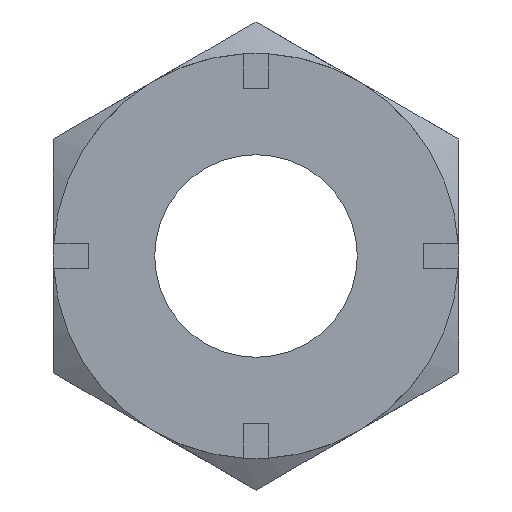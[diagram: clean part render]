
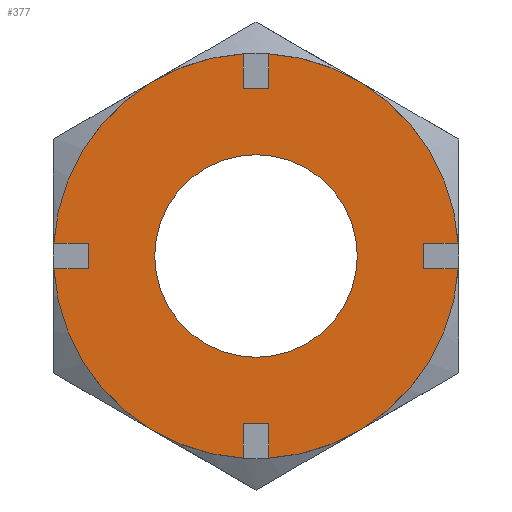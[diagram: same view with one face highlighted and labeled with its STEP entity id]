
A CAD part, left-side view. The second image highlights one B-rep face of the part: STEP entity #377.
In plain terms, the highlighted planar face has unit normal (-1, 0, 0).
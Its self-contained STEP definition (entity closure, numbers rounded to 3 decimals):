
#233=EDGE_CURVE('',#235,#263,#657,.T.);
#235=VERTEX_POINT('',#659);
#263=VERTEX_POINT('',#692);
#267=EDGE_CURVE('',#295,#283,#696,.T.);
#283=VERTEX_POINT('',#712);
#295=VERTEX_POINT('',#725);
#331=VERTEX_POINT('',#769);
#333=EDGE_CURVE('',#331,#347,#771,.T.);
#343=EDGE_CURVE('',#369,#331,#782,.T.);
#347=VERTEX_POINT('',#787);
#353=EDGE_CURVE('',#375,#369,#794,.T.);
#369=VERTEX_POINT('',#812);
#375=VERTEX_POINT('',#818);
#377=ADVANCED_FACE('',(#820,#821),#822,.T.);
#409=EDGE_CURVE('',#575,#511,#856,.T.);
#421=VERTEX_POINT('',#870);
#465=EDGE_CURVE('',#557,#347,#917,.T.);
#467=EDGE_CURVE('',#375,#595,#919,.T.);
#477=EDGE_CURVE('',#283,#235,#929,.T.);
#481=EDGE_CURVE('',#295,#529,#933,.T.);
#485=EDGE_CURVE('',#421,#263,#938,.T.);
#497=EDGE_CURVE('',#545,#541,#950,.T.);
#511=VERTEX_POINT('',#965);
#529=VERTEX_POINT('',#986);
#531=EDGE_CURVE('',#557,#545,#988,.T.);
#541=VERTEX_POINT('',#999);
#543=EDGE_CURVE('',#541,#529,#1001,.T.);
#545=VERTEX_POINT('',#1003);
#551=EDGE_CURVE('',#511,#575,#1009,.T.);
#557=VERTEX_POINT('',#1015);
#567=EDGE_CURVE('',#625,#597,#1027,.T.);
#575=VERTEX_POINT('',#1037);
#577=EDGE_CURVE('',#597,#595,#1039,.T.);
#595=VERTEX_POINT('',#1058);
#597=VERTEX_POINT('',#1060);
#617=EDGE_CURVE('',#421,#625,#1082,.T.);
#625=VERTEX_POINT('',#1090);
#657=LINE('',#1114,#1115);
#659=CARTESIAN_POINT('',(-19.0,-0.7,-9.1));
#692=CARTESIAN_POINT('',(-19.,-0.7,-10.978));
#696=LINE('',#1183,#1184);
#712=CARTESIAN_POINT('',(-19.0,0.7,-9.1));
#725=CARTESIAN_POINT('',(-19.,0.7,-10.978));
#769=CARTESIAN_POINT('',(-19.0,0.7,9.1));
#771=LINE('',#1305,#1306);
#782=LINE('',#1323,#1324);
#787=CARTESIAN_POINT('',(-19.,0.7,10.978));
#794=LINE('',#1337,#1338);
#812=CARTESIAN_POINT('',(-19.0,-0.7,9.1));
#818=CARTESIAN_POINT('',(-19.,-0.7,10.978));
#820=FACE_BOUND('',#1388,.T.);
#821=FACE_OUTER_BOUND('',#1389,.T.);
#822=PLANE('',#1390);
#856=CIRCLE('',#1463,5.5);
#870=CARTESIAN_POINT('',(-19.,-10.978,-0.7));
#917=CIRCLE('',#1581,11.0);
#919=CIRCLE('',#1584,11.0);
#929=LINE('',#1598,#1599);
#933=CIRCLE('',#1614,11.0);
#938=CIRCLE('',#1620,11.0);
#950=LINE('',#1637,#1638);
#965=CARTESIAN_POINT('',(-19.,0.,5.5));
#986=CARTESIAN_POINT('',(-19.,10.978,-0.7));
#988=LINE('',#1721,#1722);
#999=CARTESIAN_POINT('',(-19.0,9.1,-0.7));
#1001=LINE('',#1742,#1743);
#1003=CARTESIAN_POINT('',(-19.0,9.1,0.7));
#1009=CIRCLE('',#1764,5.5);
#1015=CARTESIAN_POINT('',(-19.,10.978,0.7));
#1027=LINE('',#1787,#1788);
#1037=CARTESIAN_POINT('',(-19.,0.,-5.5));
#1039=LINE('',#1803,#1804);
#1058=CARTESIAN_POINT('',(-19.,-10.978,0.7));
#1060=CARTESIAN_POINT('',(-19.0,-9.1,0.7));
#1082=LINE('',#1886,#1887);
#1090=CARTESIAN_POINT('',(-19.0,-9.1,-0.7));
#1114=CARTESIAN_POINT('',(-19.,-0.7,-5.5));
#1115=VECTOR('',#1934,1.0);
#1183=CARTESIAN_POINT('',(-19.,0.7,-4.55));
#1184=VECTOR('',#1983,1.0);
#1305=CARTESIAN_POINT('',(-19.,0.7,5.5));
#1306=VECTOR('',#2075,1.0);
#1323=CARTESIAN_POINT('',(-19.,4.6,9.1));
#1324=VECTOR('',#2089,1.0);
#1337=CARTESIAN_POINT('',(-19.,-0.7,4.55));
#1338=VECTOR('',#2106,1.0);
#1388=EDGE_LOOP('',(#2126,#2127));
#1389=EDGE_LOOP('',(#2128,#2129,#2130,#2131,#2132,#2133,#2134,#2135,#2136,#2137,#2138,#2139,#2140,#2141,#2142,#2143));
#1390=AXIS2_PLACEMENT_3D('',#2144,#2145,#2146);
#1463=AXIS2_PLACEMENT_3D('',#2181,#2182,#2183);
#1581=AXIS2_PLACEMENT_3D('',#2257,#2258,#2259);
#1584=AXIS2_PLACEMENT_3D('',#2260,#2261,#2262);
#1598=CARTESIAN_POINT('',(-19.,3.9,-9.1));
#1599=VECTOR('',#2271,1.0);
#1614=AXIS2_PLACEMENT_3D('',#2272,#2273,#2274);
#1620=AXIS2_PLACEMENT_3D('',#2284,#2285,#2286);
#1637=CARTESIAN_POINT('',(-19.,9.1,-0.35));
#1638=VECTOR('',#2289,1.0);
#1721=CARTESIAN_POINT('',(-19.,8.8,0.7));
#1722=VECTOR('',#2324,1.0);
#1742=CARTESIAN_POINT('',(-19.,9.75,-0.7));
#1743=VECTOR('',#2335,1.0);
#1764=AXIS2_PLACEMENT_3D('',#2337,#2338,#2339);
#1787=CARTESIAN_POINT('',(-19.,-9.1,0.35));
#1788=VECTOR('',#2354,1.0);
#1803=CARTESIAN_POINT('',(-19.,-1.25,0.7));
#1804=VECTOR('',#2372,1.0);
#1886=CARTESIAN_POINT('',(-19.,-0.3,-0.7));
#1887=VECTOR('',#2407,1.0);
#1934=DIRECTION('',(0.0,0.0,-1.0));
#1983=DIRECTION('',(0.0,0.0,1.0));
#2075=DIRECTION('',(0.0,0.0,1.0));
#2089=DIRECTION('',(0.0,1.0,0.0));
#2106=DIRECTION('',(0.0,0.0,-1.0));
#2126=ORIENTED_EDGE('',*,*,#551,.T.);
#2127=ORIENTED_EDGE('',*,*,#409,.T.);
#2128=ORIENTED_EDGE('',*,*,#353,.T.);
#2129=ORIENTED_EDGE('',*,*,#343,.T.);
#2130=ORIENTED_EDGE('',*,*,#333,.T.);
#2131=ORIENTED_EDGE('',*,*,#465,.F.);
#2132=ORIENTED_EDGE('',*,*,#531,.T.);
#2133=ORIENTED_EDGE('',*,*,#497,.T.);
#2134=ORIENTED_EDGE('',*,*,#543,.T.);
#2135=ORIENTED_EDGE('',*,*,#481,.F.);
#2136=ORIENTED_EDGE('',*,*,#267,.T.);
#2137=ORIENTED_EDGE('',*,*,#477,.T.);
#2138=ORIENTED_EDGE('',*,*,#233,.T.);
#2139=ORIENTED_EDGE('',*,*,#485,.F.);
#2140=ORIENTED_EDGE('',*,*,#617,.T.);
#2141=ORIENTED_EDGE('',*,*,#567,.T.);
#2142=ORIENTED_EDGE('',*,*,#577,.T.);
#2143=ORIENTED_EDGE('',*,*,#467,.F.);
#2144=CARTESIAN_POINT('',(-19.,8.5,0.));
#2145=DIRECTION('',(-1.0,0.0,0.0));
#2146=DIRECTION('',(0.0,-1.0,0.));
#2181=CARTESIAN_POINT('',(-19.,0.,0.));
#2182=DIRECTION('',(1.0,0.0,0.0));
#2183=DIRECTION('',(0.0,0.0,-1.0));
#2257=CARTESIAN_POINT('',(-19.,0.,0.));
#2258=DIRECTION('',(1.0,0.0,-0.0));
#2259=DIRECTION('',(0.0,1.0,0.));
#2260=CARTESIAN_POINT('',(-19.,0.,0.));
#2261=DIRECTION('',(1.0,0.0,-0.0));
#2262=DIRECTION('',(0.0,1.0,0.));
#2271=DIRECTION('',(0.0,-1.0,0.0));
#2272=CARTESIAN_POINT('',(-19.,0.,0.));
#2273=DIRECTION('',(1.0,0.0,-0.0));
#2274=DIRECTION('',(0.0,1.0,0.));
#2284=CARTESIAN_POINT('',(-19.,0.,0.));
#2285=DIRECTION('',(1.0,0.0,-0.0));
#2286=DIRECTION('',(0.0,1.0,0.));
#2289=DIRECTION('',(0.0,0.0,-1.0));
#2324=DIRECTION('',(0.0,-1.0,0.0));
#2335=DIRECTION('',(0.0,1.0,0.0));
#2337=CARTESIAN_POINT('',(-19.,0.,0.));
#2338=DIRECTION('',(1.0,0.0,0.0));
#2339=DIRECTION('',(0.0,0.0,-1.0));
#2354=DIRECTION('',(0.0,0.0,1.0));
#2372=DIRECTION('',(0.0,-1.0,0.0));
#2407=DIRECTION('',(0.0,1.0,0.0));
